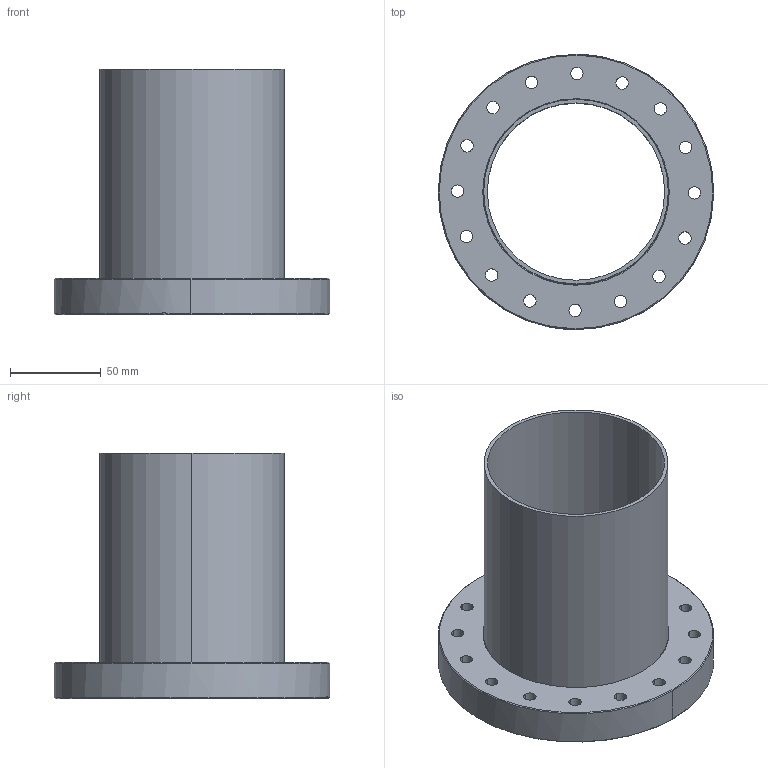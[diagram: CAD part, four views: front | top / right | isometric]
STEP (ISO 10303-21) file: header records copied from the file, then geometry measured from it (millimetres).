
FILE_DESCRIPTION (( 'STEP AP214' ), '1' );
FILE_NAME ('Hositrad_FO100-102T-HalfNipple.STEP', '2017-05-08T10:09:30', ( 'Gebruiker' ), ( '' ), 'SwSTEP 2.0', 'SolidWorks 2017', '' );
FILE_SCHEMA (( 'AUTOMOTIVE_DESIGN' ));
Length unit declared in the file: millimetre
Products named in the file (3): NW100CF-Weld-Tapped_CF100-102; FO-tubes-all_FO100-102; Hositrad_FO100-102T-HalfNipple
Assembly tree (2 placements, depth 2):
  Hositrad_FO100-102T-HalfNipple
    FO-tubes-all_FO100-102
    NW100CF-Weld-Tapped_CF100-102
Bounding box: 151.6 x 151.6 x 134.9 mm (x, y, z)
Volume: 264238.2 mm3; surface area: 121120.7 mm2
Topology: 2 solids, 2 shells, 70 faces, 184 edges, 119 vertices
Faces by surface type: cylinder 44, plane 13, cone 13
Entity records: 2747 total; most frequent: DIRECTION 439, CARTESIAN_POINT 390, ORIENTED_EDGE 368, AXIS2_PLACEMENT_3D 184, EDGE_CURVE 184, VERTEX_POINT 119, CIRCLE 109, EDGE_LOOP 107
